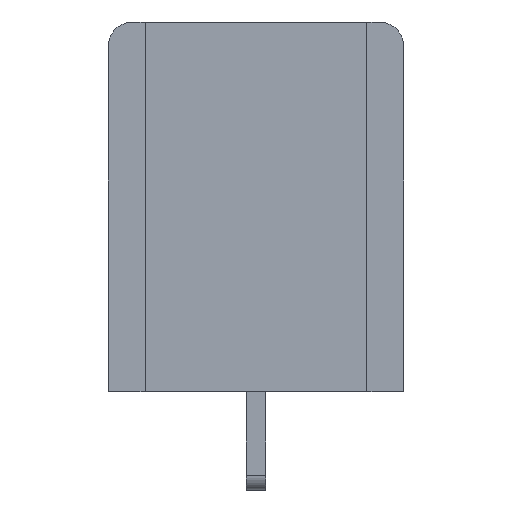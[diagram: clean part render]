
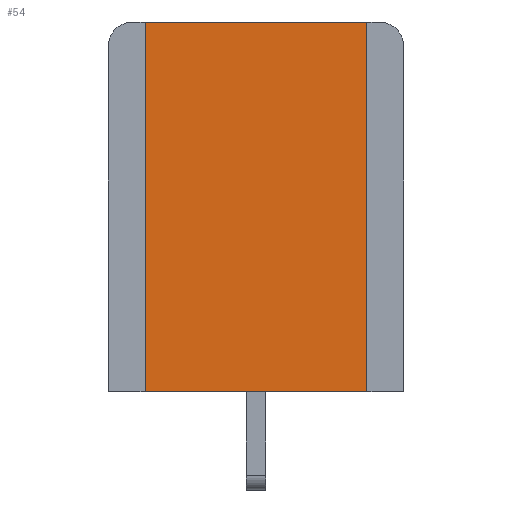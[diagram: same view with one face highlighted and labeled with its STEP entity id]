
A CAD part, left-side view. The second image highlights one B-rep face of the part: STEP entity #54.
In plain terms, the highlighted planar face has unit normal (-1, 0, 0).
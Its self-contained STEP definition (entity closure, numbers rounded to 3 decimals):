
#54 = ADVANCED_FACE( '', ( #631 ), #632, .T. );
#631 = FACE_OUTER_BOUND( '', #1824, .T. );
#632 = PLANE( '', #1825 );
#1824 = EDGE_LOOP( '', ( #3625, #3626, #3627, #3628 ) );
#1825 = AXIS2_PLACEMENT_3D( '', #3629, #3630, #3631 );
#3625 = ORIENTED_EDGE( '', *, *, #8450, .T. );
#3626 = ORIENTED_EDGE( '', *, *, #8452, .T. );
#3627 = ORIENTED_EDGE( '', *, *, #8453, .T. );
#3628 = ORIENTED_EDGE( '', *, *, #8454, .T. );
#3629 = CARTESIAN_POINT( '', ( -27.32, -4.5, 15. ) );
#3630 = DIRECTION( '', ( -1., 0., 0. ) );
#3631 = DIRECTION( '', ( 0., -1., 0. ) );
#8450 = EDGE_CURVE( '', #10143, #10141, #10144, .T. );
#8452 = EDGE_CURVE( '', #10141, #10146, #10147, .T. );
#8453 = EDGE_CURVE( '', #10146, #10148, #10149, .T. );
#8454 = EDGE_CURVE( '', #10148, #10143, #10150, .T. );
#10141 = VERTEX_POINT( '', #12770 );
#10143 = VERTEX_POINT( '', #12773 );
#10144 = LINE( '', #12774, #12775 );
#10146 = VERTEX_POINT( '', #12778 );
#10147 = LINE( '', #12779, #12780 );
#10148 = VERTEX_POINT( '', #12781 );
#10149 = LINE( '', #12782, #12783 );
#10150 = LINE( '', #12784, #12785 );
#12770 = CARTESIAN_POINT( '', ( -27.32, -4.5, 15. ) );
#12773 = CARTESIAN_POINT( '', ( -27.32, -4.5, 0. ) );
#12774 = CARTESIAN_POINT( '', ( -27.32, -4.5, 0. ) );
#12775 = VECTOR( '', #17813, 1000. );
#12778 = CARTESIAN_POINT( '', ( -27.32, 4.5, 15. ) );
#12779 = CARTESIAN_POINT( '', ( -27.32, -4.5, 15. ) );
#12780 = VECTOR( '', #17815, 1000. );
#12781 = CARTESIAN_POINT( '', ( -27.32, 4.5, 0. ) );
#12782 = CARTESIAN_POINT( '', ( -27.32, 4.5, 15. ) );
#12783 = VECTOR( '', #17816, 1000. );
#12784 = CARTESIAN_POINT( '', ( -27.32, 4.5, 0. ) );
#12785 = VECTOR( '', #17817, 1000. );
#17813 = DIRECTION( '', ( 0., 0., 1. ) );
#17815 = DIRECTION( '', ( 0., 1., 0. ) );
#17816 = DIRECTION( '', ( 0., 0., -1. ) );
#17817 = DIRECTION( '', ( 0., -1., 0. ) );
